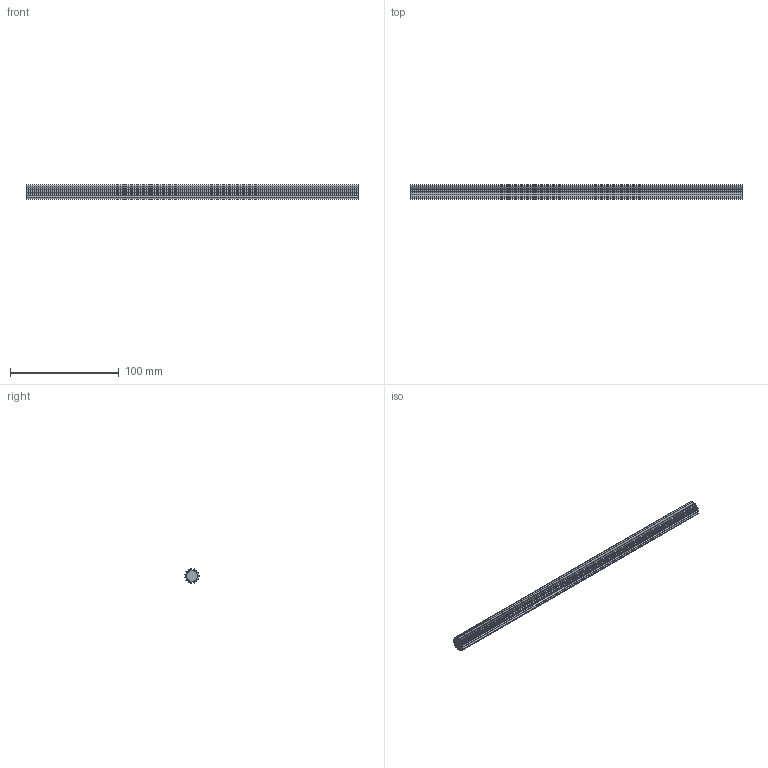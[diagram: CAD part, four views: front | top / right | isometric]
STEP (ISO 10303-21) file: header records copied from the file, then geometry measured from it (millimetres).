
FILE_DESCRIPTION (( 'STEP AP203' ), '1' );
FILE_NAME ('gs-20-32-15-1117.STEP', '2021-08-11T20:58:56', ( '' ), ( '' ), 'SwSTEP 2.0', 'SolidWorks 2021', '' );
FILE_SCHEMA (( 'CONFIG_CONTROL_DESIGN' ));
Length unit declared in the file: inch
Products named in the file (1): gs-20-32-15-1117
Bounding box: 304.8 x 13.38 x 13.45 mm (x, y, z)
Volume: 32218.7 mm3; surface area: 23390.2 mm2
Topology: 1 solids, 1 shells, 66 faces, 192 edges, 128 vertices
Faces by surface type: cylinder 64, plane 2
Entity records: 2343 total; most frequent: DIRECTION 454, CARTESIAN_POINT 387, ORIENTED_EDGE 384, AXIS2_PLACEMENT_3D 195, EDGE_CURVE 192, VERTEX_POINT 128, CIRCLE 128, FACE_OUTER_BOUND 66
